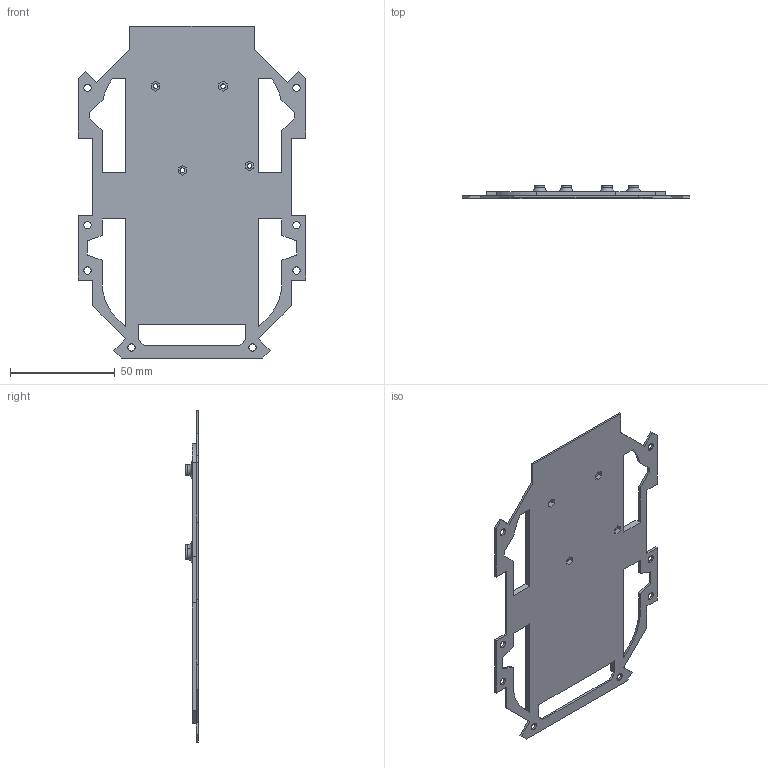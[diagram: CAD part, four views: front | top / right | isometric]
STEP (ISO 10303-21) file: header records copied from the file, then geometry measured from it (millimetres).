
FILE_DESCRIPTION(/* description */ (''),/* implementation_level */ '2;1');
FILE_NAME(/* name */ 'ElectronicsPlate.step',/* time_stamp */ '2023-02-27T21:20:50-06:00',/* author */ (''),/* organization */ (''),/* preprocessor_version */ 'ST-DEVELOPER v19.2',/* originating_system */ 'Autodesk Translation Framework v11.17.0.187',/* authorisation */ '');
FILE_SCHEMA (('AUTOMOTIVE_DESIGN { 1 0 10303 214 3 1 1 }'));
Length unit declared in the file: millimetre
Products named in the file (1): ElectronicsPlate
Bounding box: 109 x 6 x 158.8 mm (x, y, z)
Volume: 29283.1 mm3; surface area: 26426.8 mm2
Topology: 1 solids, 1 shells, 134 faces, 387 edges, 258 vertices
Faces by surface type: plane 106, cylinder 24, torus 4
Full cylindrical faces by diameter (mm): 2.2 x4, 3.5 x8, 5 x4
Entity records: 4480 total; most frequent: CARTESIAN_POINT 789, ORIENTED_EDGE 774, DIRECTION 717, EDGE_CURVE 387, LINE 325, VECTOR 325, VERTEX_POINT 258, AXIS2_PLACEMENT_3D 196
